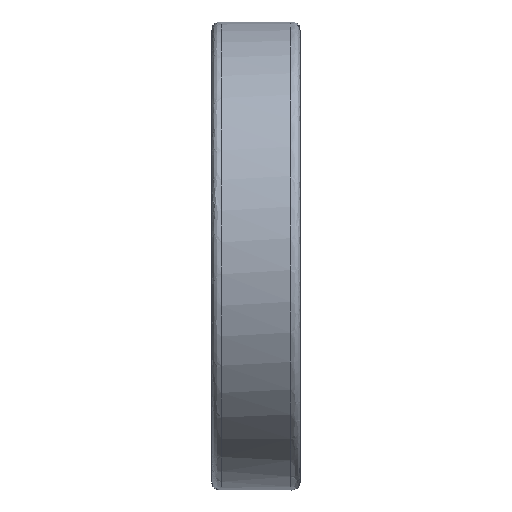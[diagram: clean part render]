
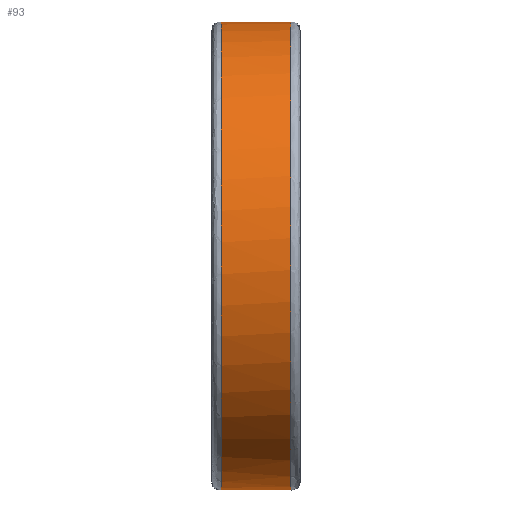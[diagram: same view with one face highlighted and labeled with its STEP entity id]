
A CAD part, front view. The second image highlights one B-rep face of the part: STEP entity #93.
In plain terms, the highlighted cylindrical face has radius 7.4 mm (diameter 14.8 mm), a full revolution.
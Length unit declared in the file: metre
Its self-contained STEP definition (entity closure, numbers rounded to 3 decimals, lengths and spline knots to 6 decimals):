
#20=ORIENTED_EDGE('',*,*,#36,.T.);
#21=ORIENTED_EDGE('',*,*,#37,.T.);
#36=EDGE_CURVE('',#44,#44,#52,.T.);
#37=EDGE_CURVE('',#45,#45,#53,.T.);
#44=VERTEX_POINT('',#165);
#45=VERTEX_POINT('',#177);
#52=B_SPLINE_CURVE_WITH_KNOTS('',3,(#154,#155,#156,#157,#158,#159,#160,
#161,#162,#163,#164),.UNSPECIFIED.,.T.,.F.,(1,1,1,1,1,1,1,1,1,1,1,1,1,1,
1),(-0.375,-0.25,-0.125,0.,0.125,0.25,0.375,0.5,0.625,0.75,0.875,1.,1.125,
1.25,1.375),.UNSPECIFIED.);
#53=B_SPLINE_CURVE_WITH_KNOTS('',3,(#166,#167,#168,#169,#170,#171,#172,
#173,#174,#175,#176),.UNSPECIFIED.,.T.,.F.,(1,1,1,1,1,1,1,1,1,1,1,1,1,1,
1),(-0.375,-0.25,-0.125,0.,0.125,0.25,0.375,0.5,0.625,0.75,0.875,1.,1.125,
1.25,1.375),.UNSPECIFIED.);
#60=EDGE_LOOP('',(#20));
#61=EDGE_LOOP('',(#21));
#76=FACE_BOUND('',#60,.T.);
#77=FACE_BOUND('',#61,.T.);
#91=CYLINDRICAL_SURFACE('',#114,0.0074);
#93=ADVANCED_FACE('',(#76,#77),#91,.T.);
#114=AXIS2_PLACEMENT_3D('',#153,#121,#122);
#121=DIRECTION('',(1.,0.,0.));
#122=DIRECTION('',(0.,0.,-1.));
#153=CARTESIAN_POINT('',(-0.0555,0.,0.));
#154=CARTESIAN_POINT('',(-0.0552,-0.005799,-0.005799));
#155=CARTESIAN_POINT('',(-0.0552,0.,-0.008201));
#156=CARTESIAN_POINT('',(-0.0552,0.005799,-0.005799));
#157=CARTESIAN_POINT('',(-0.0552,0.008201,0.));
#158=CARTESIAN_POINT('',(-0.0552,0.005799,0.005799));
#159=CARTESIAN_POINT('',(-0.0552,0.,0.008201));
#160=CARTESIAN_POINT('',(-0.0552,-0.005799,0.005799));
#161=CARTESIAN_POINT('',(-0.0552,-0.008201,0.));
#162=CARTESIAN_POINT('',(-0.0552,-0.005799,-0.005799));
#163=CARTESIAN_POINT('',(-0.0552,0.,-0.008201));
#164=CARTESIAN_POINT('',(-0.0552,0.005799,-0.005799));
#165=CARTESIAN_POINT('',(-0.0552,0.,-0.0074));
#166=CARTESIAN_POINT('',(-0.053,0.005799,-0.005799));
#167=CARTESIAN_POINT('',(-0.053,0.,-0.008201));
#168=CARTESIAN_POINT('',(-0.053,-0.005799,-0.005799));
#169=CARTESIAN_POINT('',(-0.053,-0.008201,0.));
#170=CARTESIAN_POINT('',(-0.053,-0.005799,0.005799));
#171=CARTESIAN_POINT('',(-0.053,0.,0.008201));
#172=CARTESIAN_POINT('',(-0.053,0.005799,0.005799));
#173=CARTESIAN_POINT('',(-0.053,0.008201,0.));
#174=CARTESIAN_POINT('',(-0.053,0.005799,-0.005799));
#175=CARTESIAN_POINT('',(-0.053,0.,-0.008201));
#176=CARTESIAN_POINT('',(-0.053,-0.005799,-0.005799));
#177=CARTESIAN_POINT('',(-0.053,0.,-0.0074));
